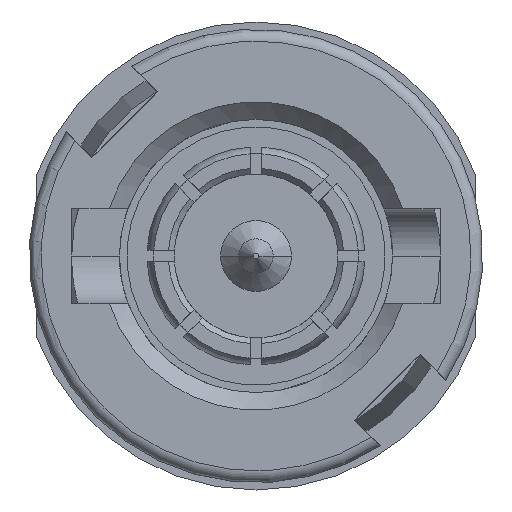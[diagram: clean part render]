
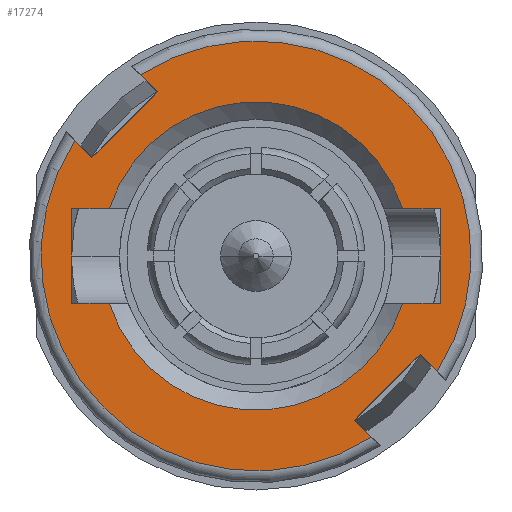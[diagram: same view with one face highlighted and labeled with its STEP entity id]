
A CAD part, left-side view. The second image highlights one B-rep face of the part: STEP entity #17274.
In plain terms, the highlighted planar face has unit normal (-1, 0, 0).
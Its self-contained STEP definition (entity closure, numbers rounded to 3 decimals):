
#518=CARTESIAN_POINT('',(-14.5,-2.507,
0.81));
#525=DIRECTION('',(0.,-1.,0.));
#526=VECTOR('',#525,0.643);
#527=CARTESIAN_POINT('',(-14.5,-2.507,
0.81));
#528=LINE('',#527,#526);
#538=CARTESIAN_POINT('',(-14.5,2.507,0.81));
#548=DIRECTION('',(0.,-1.,0.));
#549=VECTOR('',#548,0.643);
#550=CARTESIAN_POINT('',(-14.5,3.15,0.81));
#551=LINE('',#550,#549);
#693=DIRECTION('',(0.,0.707,0.707));
#694=VECTOR('',#693,0.414);
#695=CARTESIAN_POINT('',(-14.5,-3.096,-1.979));
#696=LINE('',#695,#694);
#697=DIRECTION('',(0.,0.707,-0.707));
#698=VECTOR('',#697,1.58);
#699=CARTESIAN_POINT('',(-14.5,-2.804,-1.686));
#700=LINE('',#699,#698);
#701=DIRECTION('',(0.,-0.707,-0.707));
#702=VECTOR('',#701,0.414);
#703=CARTESIAN_POINT('',(-14.5,-1.686,-2.804));
#704=LINE('',#703,#702);
#705=DIRECTION('',(0.,-0.707,-0.707));
#706=VECTOR('',#705,0.414);
#707=CARTESIAN_POINT('',(-14.5,3.096,1.979));
#708=LINE('',#707,#706);
#709=DIRECTION('',(0.,-0.707,0.707));
#710=VECTOR('',#709,1.58);
#711=CARTESIAN_POINT('',(-14.5,2.804,1.686));
#712=LINE('',#711,#710);
#713=DIRECTION('',(0.,0.707,0.707));
#714=VECTOR('',#713,0.414);
#715=CARTESIAN_POINT('',(-14.5,1.686,2.804));
#716=LINE('',#715,#714);
#717=CARTESIAN_POINT('',(-14.5,0.,0.));
#718=DIRECTION('',(1.,0.,0.));
#719=DIRECTION('',(0.,-0.952,-0.307));
#720=AXIS2_PLACEMENT_3D('',#717,#718,#719);
#722=DIRECTION('',(0.,0.,-1.));
#723=VECTOR('',#722,1.62);
#724=CARTESIAN_POINT('',(-14.5,-3.15,0.81));
#725=LINE('',#724,#723);
#726=CARTESIAN_POINT('',(-14.5,0.,0.));
#727=DIRECTION('',(1.,0.,0.));
#728=DIRECTION('',(0.,0.952,0.307));
#729=AXIS2_PLACEMENT_3D('',#726,#727,#728);
#731=DIRECTION('',(0.,0.,1.));
#732=VECTOR('',#731,1.62);
#733=CARTESIAN_POINT('',(-14.5,3.15,-0.81));
#734=LINE('',#733,#732);
#776=CARTESIAN_POINT('',(-14.5,-2.507,
-0.81));
#786=DIRECTION('',(0.,1.,0.));
#787=VECTOR('',#786,0.643);
#788=CARTESIAN_POINT('',(-14.5,-3.15,-0.81));
#789=LINE('',#788,#787);
#790=CARTESIAN_POINT('',(-14.5,2.507,
-0.81));
#797=DIRECTION('',(0.,1.,0.));
#798=VECTOR('',#797,0.643);
#799=CARTESIAN_POINT('',(-14.5,2.507,
-0.81));
#800=LINE('',#799,#798);
#847=CARTESIAN_POINT('',(-14.5,0.,0.));
#848=DIRECTION('',(-1.,0.,0.));
#849=DIRECTION('',(0.,0.843,0.539));
#850=AXIS2_PLACEMENT_3D('',#847,#848,#849);
#13165=CARTESIAN_POINT('',(-14.5,0.,0.));
#13166=DIRECTION('',(-1.,0.,0.));
#13167=DIRECTION('',(0.,-0.843,-0.539));
#13168=AXIS2_PLACEMENT_3D('',#13165,#13166,#13167);
#14918=VERTEX_POINT('',#790);
#14922=VERTEX_POINT('',#776);
#14923=VERTEX_POINT('',#518);
#14927=VERTEX_POINT('',#538);
#14968=CARTESIAN_POINT('',(-14.5,-2.804,-1.686));
#14970=VERTEX_POINT('',#14968);
#14972=CARTESIAN_POINT('',(-14.5,-1.686,-2.804));
#14974=VERTEX_POINT('',#14972);
#14976=CARTESIAN_POINT('',(-14.5,2.804,1.686));
#14978=VERTEX_POINT('',#14976);
#14980=CARTESIAN_POINT('',(-14.5,1.686,2.804));
#14982=VERTEX_POINT('',#14980);
#14988=CARTESIAN_POINT('',(-14.5,-3.096,-1.979));
#14989=VERTEX_POINT('',#14988);
#14990=CARTESIAN_POINT('',(-14.5,-1.979,-3.096));
#14991=VERTEX_POINT('',#14990);
#14992=CARTESIAN_POINT('',(-14.5,3.096,1.979));
#14993=VERTEX_POINT('',#14992);
#14994=CARTESIAN_POINT('',(-14.5,1.979,3.096));
#14995=VERTEX_POINT('',#14994);
#15020=CARTESIAN_POINT('',(-14.5,3.15,-0.81));
#15021=CARTESIAN_POINT('',(-14.5,3.15,0.81));
#15022=VERTEX_POINT('',#15020);
#15023=VERTEX_POINT('',#15021);
#15024=CARTESIAN_POINT('',(-14.5,-3.15,0.81));
#15025=CARTESIAN_POINT('',(-14.5,-3.15,-0.81));
#15026=VERTEX_POINT('',#15024);
#15027=VERTEX_POINT('',#15025);
#17238=CARTESIAN_POINT('',(-14.5,0.,0.));
#17239=DIRECTION('',(-1.,0.,0.));
#17240=DIRECTION('',(0.,-1.,0.));
#17241=AXIS2_PLACEMENT_3D('',#17238,#17239,#17240);
#17242=PLANE('',#17241);
#17244=ORIENTED_EDGE('',*,*,#17243,.T.);
#17246=ORIENTED_EDGE('',*,*,#17245,.T.);
#17248=ORIENTED_EDGE('',*,*,#17247,.T.);
#17250=ORIENTED_EDGE('',*,*,#17249,.F.);
#17252=ORIENTED_EDGE('',*,*,#17251,.T.);
#17253=ORIENTED_EDGE('',*,*,#17190,.T.);
#17255=ORIENTED_EDGE('',*,*,#17254,.T.);
#17257=ORIENTED_EDGE('',*,*,#17256,.F.);
#17258=EDGE_LOOP('',(#17244,#17246,#17248,#17250,#17252,#17253,#17255,#17257));
#17259=FACE_OUTER_BOUND('',#17258,.F.);
#17261=ORIENTED_EDGE('',*,*,#17260,.F.);
#17263=ORIENTED_EDGE('',*,*,#17262,.F.);
#17264=ORIENTED_EDGE('',*,*,#17229,.F.);
#17265=ORIENTED_EDGE('',*,*,#17070,.F.);
#17266=ORIENTED_EDGE('',*,*,#17094,.F.);
#17267=ORIENTED_EDGE('',*,*,#17116,.F.);
#17269=ORIENTED_EDGE('',*,*,#17268,.F.);
#17271=ORIENTED_EDGE('',*,*,#17270,.F.);
#17272=EDGE_LOOP('',(#17261,#17263,#17264,#17265,#17266,#17267,#17269,#17271));
#17273=FACE_BOUND('',#17272,.F.);
#17274=ADVANCED_FACE('',(#17259,#17273),#17242,.T.);
#721=CIRCLE('',#720,2.635);
#730=CIRCLE('',#729,2.635);
#851=CIRCLE('',#850,3.675);
#13169=CIRCLE('',#13168,3.675);
#17070=EDGE_CURVE('',#14923,#15026,#528,.T.);
#17094=EDGE_CURVE('',#14927,#14923,#730,.T.);
#17116=EDGE_CURVE('',#15023,#14927,#551,.T.);
#17190=EDGE_CURVE('',#14978,#14982,#712,.T.);
#17229=EDGE_CURVE('',#15026,#15027,#725,.T.);
#17243=EDGE_CURVE('',#14989,#14970,#696,.T.);
#17245=EDGE_CURVE('',#14970,#14974,#700,.T.);
#17247=EDGE_CURVE('',#14974,#14991,#704,.T.);
#17249=EDGE_CURVE('',#14993,#14991,#851,.T.);
#17251=EDGE_CURVE('',#14993,#14978,#708,.T.);
#17254=EDGE_CURVE('',#14982,#14995,#716,.T.);
#17256=EDGE_CURVE('',#14989,#14995,#13169,.T.);
#17260=EDGE_CURVE('',#14922,#14918,#721,.T.);
#17262=EDGE_CURVE('',#15027,#14922,#789,.T.);
#17268=EDGE_CURVE('',#15022,#15023,#734,.T.);
#17270=EDGE_CURVE('',#14918,#15022,#800,.T.);
